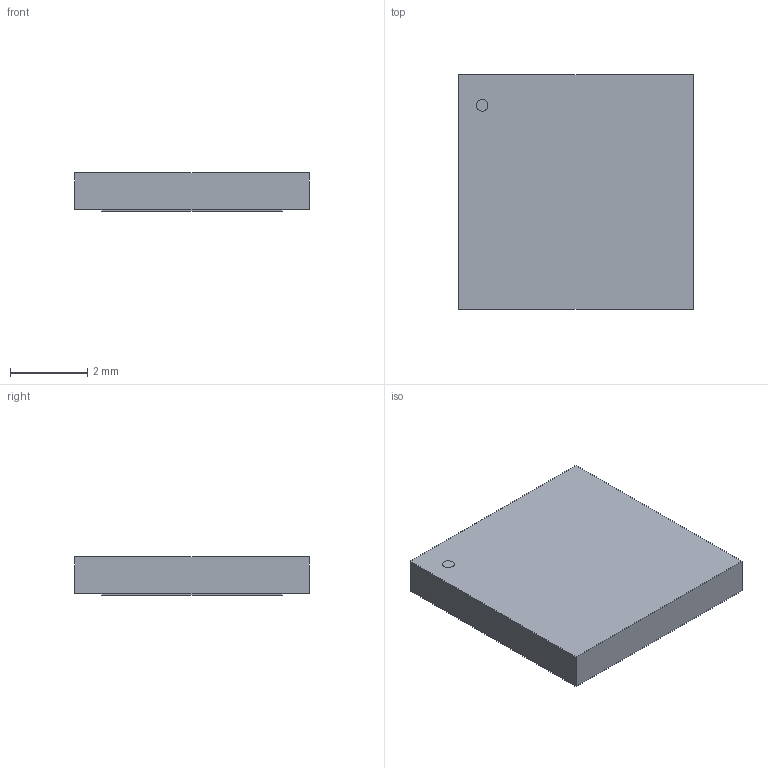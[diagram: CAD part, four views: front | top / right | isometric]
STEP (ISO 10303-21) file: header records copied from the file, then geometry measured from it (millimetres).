
FILE_DESCRIPTION(('STEP AP214'),'1');
FILE_NAME('AD4111BCPZ_ADI','2024-07-24T10:30:35',(''),(''),'','','');
FILE_SCHEMA(('AUTOMOTIVE_DESIGN'));
Length unit declared in the file: millimetre
Products named in the file (1): product
Bounding box: 6.1 x 6.1 x 0.99 mm (x, y, z)
Volume: 36.1 mm3; surface area: 142.5 mm2
Topology: 3 solids, 4 shells, 15 faces, 27 edges, 18 vertices
Faces by surface type: plane 14, cylinder 1
Full cylindrical faces by diameter (mm): 0.305 x1
Entity records: 597 total; most frequent: DIRECTION 62, ORIENTED_EDGE 52, MANIFOLD_SOLID_BREP 43, CLOSED_SHELL 43, CARTESIAN_POINT 37, EDGE_CURVE 26, LINE 24, VECTOR 24
